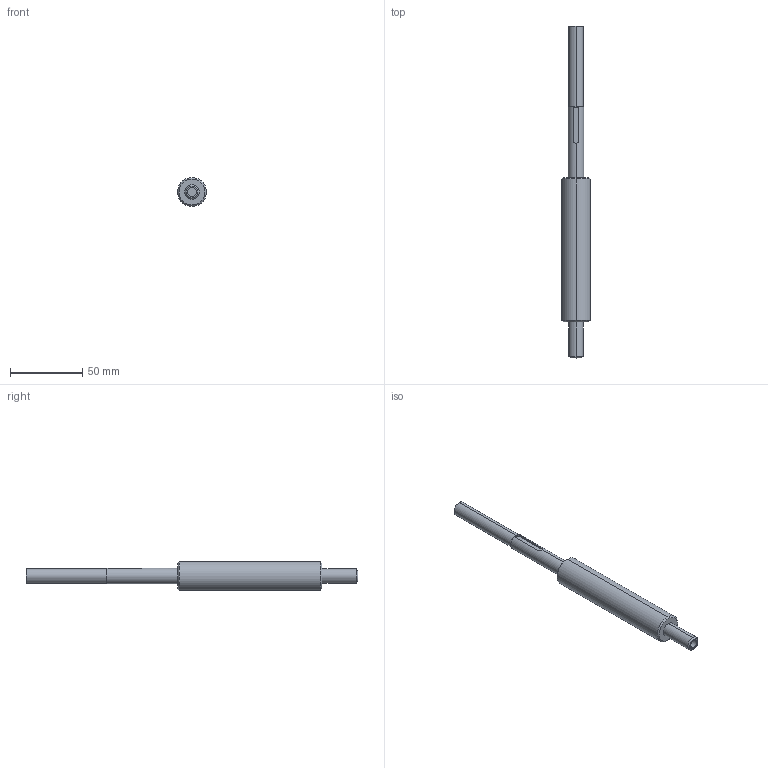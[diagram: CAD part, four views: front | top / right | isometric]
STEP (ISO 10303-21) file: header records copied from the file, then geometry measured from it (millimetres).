
FILE_DESCRIPTION (( 'STEP AP214' ), '1' );
FILE_NAME ('PRT_banc test DR_2.STEP', '2021-01-11T10:22:36', ( '' ), ( '' ), 'SwSTEP 2.0', 'SolidWorks 2020', '' );
FILE_SCHEMA (( 'AUTOMOTIVE_DESIGN' ));
Length unit declared in the file: millimetre
Products named in the file (1): PRT_banc test DR_2
Bounding box: 20 x 230 x 20 mm (x, y, z)
Volume: 41621.8 mm3; surface area: 11504.7 mm2
Topology: 1 solids, 1 shells, 27 faces, 57 edges, 36 vertices
Faces by surface type: cylinder 12, plane 9, cone 6
Entity records: 817 total; most frequent: CARTESIAN_POINT 181, DIRECTION 137, ORIENTED_EDGE 114, EDGE_CURVE 57, AXIS2_PLACEMENT_3D 56, VERTEX_POINT 36, EDGE_LOOP 31, CIRCLE 28
